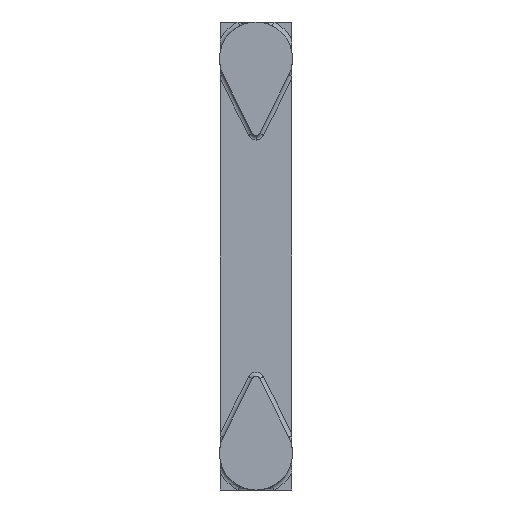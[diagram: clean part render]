
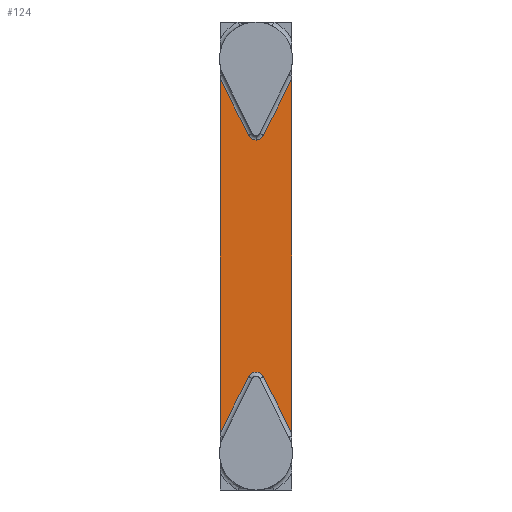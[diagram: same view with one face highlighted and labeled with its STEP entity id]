
A CAD part, front view. The second image highlights one B-rep face of the part: STEP entity #124.
In plain terms, the highlighted planar face has unit normal (0, -1, 0).
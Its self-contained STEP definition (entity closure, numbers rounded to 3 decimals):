
#34 = DIRECTION ( 'NONE',  ( 0., 0., -1. ) ) ;
#36 = CIRCLE ( 'NONE', #1728, 0.4 ) ;
#48 = CARTESIAN_POINT ( 'NONE',  ( 0.359, -6.8, -5.774 ) ) ;
#62 = CIRCLE ( 'NONE', #1031, 0.4 ) ;
#63 = LINE ( 'NONE', #89, #1731 ) ;
#84 = VECTOR ( 'NONE', #127, 1000. ) ;
#87 = ORIENTED_EDGE ( 'NONE', *, *, #248, .T. ) ;
#89 = CARTESIAN_POINT ( 'NONE',  ( 1.7, -6.8, 0. ) ) ;
#113 = DIRECTION ( 'NONE',  ( 0.443, 0., 0.897 ) ) ;
#124 = ADVANCED_FACE ( 'NONE', ( #218 ), #198, .T. ) ;
#127 = DIRECTION ( 'NONE',  ( 0., 0., -1. ) ) ;
#141 = VERTEX_POINT ( 'NONE', #1489 ) ;
#180 = CARTESIAN_POINT ( 'NONE',  ( 0., -6.8, 5.551 ) ) ;
#198 = PLANE ( 'NONE',  #1377 ) ;
#218 = FACE_OUTER_BOUND ( 'NONE', #1473, .T. ) ;
#247 = DIRECTION ( 'NONE',  ( 0., 0., -1. ) ) ;
#248 = EDGE_CURVE ( 'NONE', #281, #141, #1315, .T. ) ;
#281 = VERTEX_POINT ( 'NONE', #48 ) ;
#330 = DIRECTION ( 'NONE',  ( 0., 1., 0. ) ) ;
#332 = EDGE_CURVE ( 'NONE', #1194, #698, #1065, .T. ) ;
#350 = CARTESIAN_POINT ( 'NONE',  ( 1.7, -6.8, 8.489 ) ) ;
#394 = VERTEX_POINT ( 'NONE', #1475 ) ;
#420 = CARTESIAN_POINT ( 'NONE',  ( 0.359, -6.8, 5.774 ) ) ;
#476 = ORIENTED_EDGE ( 'NONE', *, *, #1447, .T. ) ;
#513 = LINE ( 'NONE', #1260, #84 ) ;
#555 = DIRECTION ( 'NONE',  ( 0., 1., 0. ) ) ;
#617 = DIRECTION ( 'NONE',  ( -0.443, 0., -0.897 ) ) ;
#673 = LINE ( 'NONE', #1086, #1971 ) ;
#698 = VERTEX_POINT ( 'NONE', #1271 ) ;
#722 = ORIENTED_EDGE ( 'NONE', *, *, #959, .T. ) ;
#737 = CIRCLE ( 'NONE', #845, 0.4 ) ;
#789 = CARTESIAN_POINT ( 'NONE',  ( 0., -6.8, 5.951 ) ) ;
#845 = AXIS2_PLACEMENT_3D ( 'NONE', #789, #1924, #963 ) ;
#873 = VECTOR ( 'NONE', #1386, 1000. ) ;
#899 = CARTESIAN_POINT ( 'NONE',  ( -2.339, -6.8, -0.316 ) ) ;
#905 = EDGE_CURVE ( 'NONE', #1588, #141, #63, .T. ) ;
#959 = EDGE_CURVE ( 'NONE', #394, #1901, #673, .T. ) ;
#963 = DIRECTION ( 'NONE',  ( 0., 0., -1. ) ) ;
#1013 = DIRECTION ( 'NONE',  ( 0., -1., 0. ) ) ;
#1023 = VECTOR ( 'NONE', #1318, 1000. ) ;
#1031 = AXIS2_PLACEMENT_3D ( 'NONE', #1522, #555, #1686 ) ;
#1050 = ORIENTED_EDGE ( 'NONE', *, *, #332, .T. ) ;
#1065 = LINE ( 'NONE', #1155, #1023 ) ;
#1086 = CARTESIAN_POINT ( 'NONE',  ( -0.359, -6.8, -5.774 ) ) ;
#1100 = ORIENTED_EDGE ( 'NONE', *, *, #1342, .T. ) ;
#1152 = ORIENTED_EDGE ( 'NONE', *, *, #1698, .T. ) ;
#1155 = CARTESIAN_POINT ( 'NONE',  ( 1.672, -6.8, 1.666 ) ) ;
#1169 = CARTESIAN_POINT ( 'NONE',  ( -1.7, -6.8, 0. ) ) ;
#1170 = ORIENTED_EDGE ( 'NONE', *, *, #1883, .T. ) ;
#1194 = VERTEX_POINT ( 'NONE', #2088 ) ;
#1260 = CARTESIAN_POINT ( 'NONE',  ( -1.7, -6.8, 0. ) ) ;
#1271 = CARTESIAN_POINT ( 'NONE',  ( -1.7, -6.8, 8.489 ) ) ;
#1296 = VERTEX_POINT ( 'NONE', #420 ) ;
#1299 = CARTESIAN_POINT ( 'NONE',  ( 0., -6.8, 5.951 ) ) ;
#1305 = EDGE_CURVE ( 'NONE', #698, #394, #513, .T. ) ;
#1315 = LINE ( 'NONE', #899, #873 ) ;
#1318 = DIRECTION ( 'NONE',  ( -0.443, 0., 0.897 ) ) ;
#1342 = EDGE_CURVE ( 'NONE', #1567, #1194, #36, .T. ) ;
#1377 = AXIS2_PLACEMENT_3D ( 'NONE', #1169, #1013, #34 ) ;
#1386 = DIRECTION ( 'NONE',  ( 0.443, 0., -0.897 ) ) ;
#1441 = ORIENTED_EDGE ( 'NONE', *, *, #905, .F. ) ;
#1447 = EDGE_CURVE ( 'NONE', #1296, #1567, #737, .T. ) ;
#1455 = DIRECTION ( 'NONE',  ( 0., 0., -1. ) ) ;
#1473 = EDGE_LOOP ( 'NONE', ( #476, #1100, #1050, #1523, #722, #1152, #87, #1441, #1170 ) ) ;
#1475 = CARTESIAN_POINT ( 'NONE',  ( -1.7, -6.8, -8.489 ) ) ;
#1489 = CARTESIAN_POINT ( 'NONE',  ( 1.7, -6.8, -8.489 ) ) ;
#1522 = CARTESIAN_POINT ( 'NONE',  ( 0., -6.8, -5.951 ) ) ;
#1523 = ORIENTED_EDGE ( 'NONE', *, *, #1305, .T. ) ;
#1535 = LINE ( 'NONE', #1581, #2023 ) ;
#1567 = VERTEX_POINT ( 'NONE', #180 ) ;
#1581 = CARTESIAN_POINT ( 'NONE',  ( 0.359, -6.8, 5.774 ) ) ;
#1588 = VERTEX_POINT ( 'NONE', #350 ) ;
#1686 = DIRECTION ( 'NONE',  ( 0., 0., -1. ) ) ;
#1698 = EDGE_CURVE ( 'NONE', #1901, #281, #62, .T. ) ;
#1728 = AXIS2_PLACEMENT_3D ( 'NONE', #1299, #330, #1455 ) ;
#1731 = VECTOR ( 'NONE', #247, 1000. ) ;
#1883 = EDGE_CURVE ( 'NONE', #1588, #1296, #1535, .T. ) ;
#1901 = VERTEX_POINT ( 'NONE', #2079 ) ;
#1924 = DIRECTION ( 'NONE',  ( 0., 1., 0. ) ) ;
#1971 = VECTOR ( 'NONE', #113, 1000. ) ;
#2023 = VECTOR ( 'NONE', #617, 1000. ) ;
#2079 = CARTESIAN_POINT ( 'NONE',  ( -0.359, -6.8, -5.774 ) ) ;
#2088 = CARTESIAN_POINT ( 'NONE',  ( -0.359, -6.8, 5.774 ) ) ;
